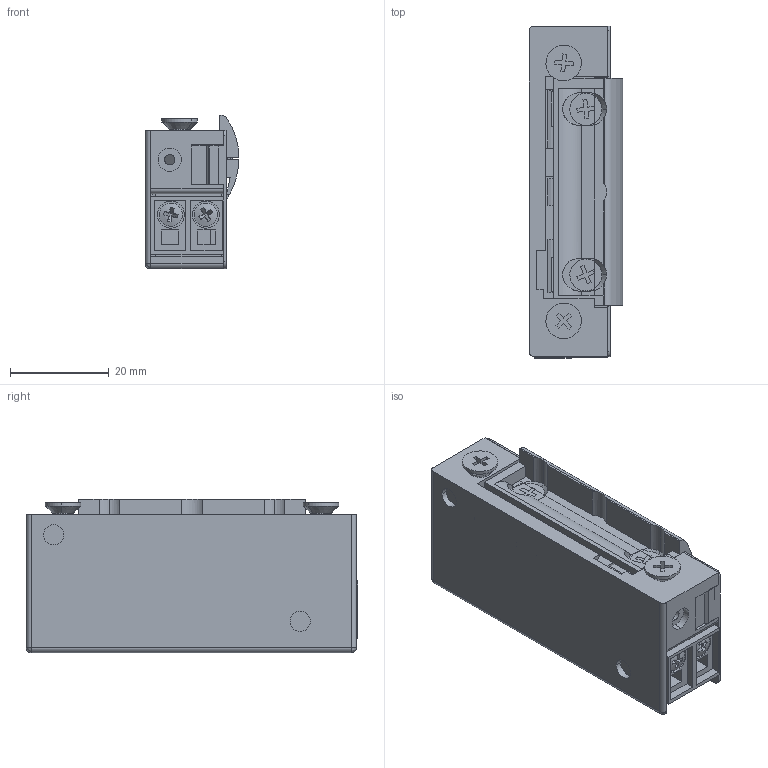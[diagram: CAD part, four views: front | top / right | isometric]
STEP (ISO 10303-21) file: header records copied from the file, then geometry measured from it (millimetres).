
FILE_DESCRIPTION (( 'STEP AP214' ), '1' );
FILE_NAME ('SEE2MI_STPALL.step', '2024-06-18T08:54:35', ( '' ), ( '' ), 'SwSTEP 2.0', 'SolidWorks 2020', '' );
FILE_SCHEMA (( 'AUTOMOTIVE_DESIGN' ));
Length unit declared in the file: millimetre
Products named in the file (9): ENVIABLE_20064; M3x4 regleta_B18.6.7M - M2.5 x 0.45 x 5 Type I Cross Recessed OHMS --5N; ENVIABLE_13161-N; ENVIABLE_18067; ENVIABLE_12094; ENVIABLE_13161; ENVIABLE_M4X8 regleta; SEE2MI_STPALL; ENVIABLE_M4X8
Assembly tree (11 placements, depth 2):
  SEE2MI_STPALL
    ENVIABLE_12094
    ENVIABLE_13161
    ENVIABLE_13161-N
    ENVIABLE_20064
    ENVIABLE_18067
    ENVIABLE_M4X8  x2
    M3x4 regleta_B18.6.7M - M2.5 x 0.45 x 5 Type I Cross Recessed OHMS --5N  x2
    ENVIABLE_M4X8 regleta  x2
Bounding box: 19 x 67.3 x 31.11 mm (x, y, z)
Volume: 28587.2 mm3; surface area: 17911.8 mm2
Topology: 11 solids, 13 shells, 563 faces, 1438 edges, 908 vertices
Faces by surface type: plane 430, cylinder 111, cone 18, bspline 4
Entity records: 21007 total; most frequent: CARTESIAN_POINT 3144, ORIENTED_EDGE 2580, DIRECTION 2392, EDGE_CURVE 1290, LINE 952, VECTOR 952, VERTEX_POINT 816, AXIS2_PLACEMENT_3D 720
